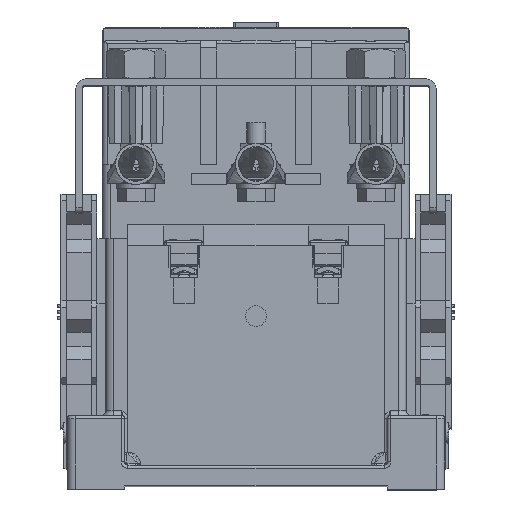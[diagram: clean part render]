
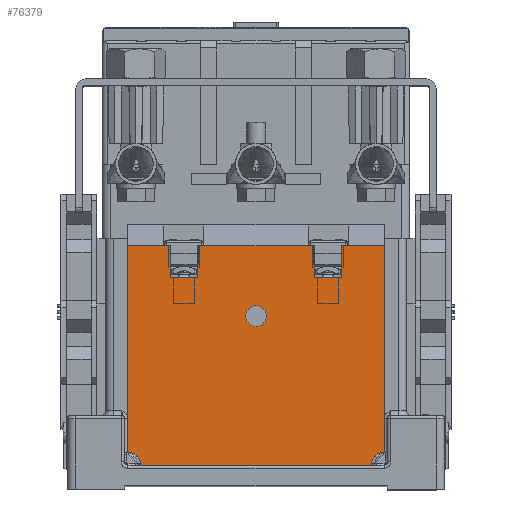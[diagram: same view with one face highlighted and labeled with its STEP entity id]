
A CAD part, top view. The second image highlights one B-rep face of the part: STEP entity #76379.
In plain terms, the highlighted planar face has unit normal (0, 0, 1).
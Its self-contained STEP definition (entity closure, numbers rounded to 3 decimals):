
#49123=DIRECTION('',(-1.,0.,0.));
#49124=VECTOR('',#49123,8.5);
#49125=CARTESIAN_POINT('',(-16.281,-60.919,
163.184));
#49126=LINE('',#49125,#49124);
#49171=DIRECTION('',(0.,-1.,0.));
#49172=VECTOR('',#49171,10.);
#49173=CARTESIAN_POINT('',(-16.281,-50.919,
163.184));
#49174=LINE('',#49173,#49172);
#49224=DIRECTION('',(1.,0.,0.));
#49225=VECTOR('',#49224,2.);
#49226=CARTESIAN_POINT('',(-61.281,-50.919,
163.184));
#49227=LINE('',#49226,#49225);
#49228=DIRECTION('',(0.,-1.,0.));
#49229=VECTOR('',#49228,10.);
#49230=CARTESIAN_POINT('',(-24.781,-50.919,
163.184));
#49231=LINE('',#49230,#49229);
#49232=DIRECTION('',(1.,0.,0.));
#49233=VECTOR('',#49232,2.);
#49234=CARTESIAN_POINT('',(-16.281,-50.919,
163.184));
#49235=LINE('',#49234,#49233);
#49236=DIRECTION('',(1.,0.,0.));
#49237=VECTOR('',#49236,11.25);
#49238=CARTESIAN_POINT('',(-14.281,-50.919,
163.184));
#49239=LINE('',#49238,#49237);
#49240=DIRECTION('',(0.,-1.,0.));
#49241=VECTOR('',#49240,64.5);
#49242=CARTESIAN_POINT('',(-3.031,-50.919,
163.184));
#49243=LINE('',#49242,#49241);
#49244=CARTESIAN_POINT('',(-3.031,-119.419,163.184));
#49245=DIRECTION('',(0.,0.,1.));
#49246=DIRECTION('',(0.,1.,0.));
#49247=AXIS2_PLACEMENT_3D('',#49244,#49245,#49246);
#49249=CARTESIAN_POINT('',(-83.031,-119.419,
163.184));
#49250=DIRECTION('',(0.,0.,1.));
#49251=DIRECTION('',(1.,0.,0.));
#49252=AXIS2_PLACEMENT_3D('',#49249,#49250,#49251);
#49254=DIRECTION('',(1.,0.,0.));
#49255=VECTOR('',#49254,11.25);
#49256=CARTESIAN_POINT('',(-83.031,-50.919,
163.184));
#49257=LINE('',#49256,#49255);
#49258=DIRECTION('',(0.,-1.,0.));
#49259=VECTOR('',#49258,10.);
#49260=CARTESIAN_POINT('',(-69.781,-50.919,
163.184));
#49261=LINE('',#49260,#49259);
#49262=DIRECTION('',(1.,0.,0.));
#49263=VECTOR('',#49262,8.5);
#49264=CARTESIAN_POINT('',(-69.781,-60.919,
163.184));
#49265=LINE('',#49264,#49263);
#49266=CARTESIAN_POINT('',(-43.031,-72.919,
163.184));
#49267=DIRECTION('',(0.,0.,1.));
#49268=DIRECTION('',(-1.,0.,0.));
#49269=AXIS2_PLACEMENT_3D('',#49266,#49267,#49268);
#49271=CARTESIAN_POINT('',(-43.031,-72.919,
163.184));
#49272=DIRECTION('',(0.,0.,1.));
#49273=DIRECTION('',(1.,0.,0.));
#49274=AXIS2_PLACEMENT_3D('',#49271,#49272,#49273);
#49308=DIRECTION('',(0.,-1.,0.));
#49309=VECTOR('',#49308,10.);
#49310=CARTESIAN_POINT('',(-61.281,-50.919,
163.184));
#49311=LINE('',#49310,#49309);
#49356=DIRECTION('',(-1.,0.,0.));
#49357=VECTOR('',#49356,2.);
#49358=CARTESIAN_POINT('',(-69.781,-50.919,
163.184));
#49359=LINE('',#49358,#49357);
#49421=DIRECTION('',(0.,-1.,0.));
#49422=VECTOR('',#49421,64.5);
#49423=CARTESIAN_POINT('',(-83.031,-50.919,
163.184));
#49424=LINE('',#49423,#49422);
#57821=DIRECTION('',(-1.,0.,0.));
#57822=VECTOR('',#57821,32.5);
#57823=CARTESIAN_POINT('',(-26.781,-50.919,
163.184));
#57824=LINE('',#57823,#57822);
#57918=DIRECTION('',(-1.,0.,0.));
#57919=VECTOR('',#57918,2.);
#57920=CARTESIAN_POINT('',(-24.781,-50.919,
163.184));
#57921=LINE('',#57920,#57919);
#60830=DIRECTION('',(1.,0.,0.));
#60831=VECTOR('',#60830,72.);
#60832=CARTESIAN_POINT('',(-79.031,-119.419,
163.184));
#60833=LINE('',#60832,#60831);
#70494=CARTESIAN_POINT('',(-16.281,-60.919,
163.184));
#70496=VERTEX_POINT('',#70494);
#70498=CARTESIAN_POINT('',(-24.781,-60.919,
163.184));
#70499=VERTEX_POINT('',#70498);
#70528=CARTESIAN_POINT('',(-16.281,-50.919,
163.184));
#70529=VERTEX_POINT('',#70528);
#70531=CARTESIAN_POINT('',(-14.281,-50.919,
163.184));
#70533=VERTEX_POINT('',#70531);
#70548=CARTESIAN_POINT('',(-3.031,-50.919,
163.184));
#70549=VERTEX_POINT('',#70548);
#70552=CARTESIAN_POINT('',(-61.281,-50.919,
163.184));
#70553=CARTESIAN_POINT('',(-61.281,-60.919,
163.184));
#70554=VERTEX_POINT('',#70552);
#70555=VERTEX_POINT('',#70553);
#70556=CARTESIAN_POINT('',(-59.281,-50.919,
163.184));
#70557=VERTEX_POINT('',#70556);
#70558=CARTESIAN_POINT('',(-26.781,-50.919,
163.184));
#70559=VERTEX_POINT('',#70558);
#70560=CARTESIAN_POINT('',(-24.781,-50.919,
163.184));
#70561=VERTEX_POINT('',#70560);
#70562=CARTESIAN_POINT('',(-3.031,-115.419,
163.184));
#70563=VERTEX_POINT('',#70562);
#70564=CARTESIAN_POINT('',(-7.031,-119.419,163.184));
#70565=VERTEX_POINT('',#70564);
#70566=CARTESIAN_POINT('',(-79.031,-119.419,
163.184));
#70567=VERTEX_POINT('',#70566);
#70568=CARTESIAN_POINT('',(-83.031,-115.419,
163.184));
#70569=VERTEX_POINT('',#70568);
#70570=CARTESIAN_POINT('',(-83.031,-50.919,
163.184));
#70571=VERTEX_POINT('',#70570);
#70572=CARTESIAN_POINT('',(-71.781,-50.919,
163.184));
#70573=VERTEX_POINT('',#70572);
#70574=CARTESIAN_POINT('',(-69.781,-50.919,
163.184));
#70575=VERTEX_POINT('',#70574);
#70576=CARTESIAN_POINT('',(-69.781,-60.919,
163.184));
#70577=VERTEX_POINT('',#70576);
#70578=CARTESIAN_POINT('',(-46.281,-72.919,
163.184));
#70579=CARTESIAN_POINT('',(-39.781,-72.919,
163.184));
#70580=VERTEX_POINT('',#70578);
#70581=VERTEX_POINT('',#70579);
#76334=CARTESIAN_POINT('',(-43.031,-85.169,
163.184));
#76335=DIRECTION('',(0.,0.,1.));
#76336=DIRECTION('',(1.,0.,0.));
#76337=AXIS2_PLACEMENT_3D('',#76334,#76335,#76336);
#76338=PLANE('',#76337);
#76340=ORIENTED_EDGE('',*,*,#76339,.F.);
#76342=ORIENTED_EDGE('',*,*,#76341,.T.);
#76344=ORIENTED_EDGE('',*,*,#76343,.F.);
#76346=ORIENTED_EDGE('',*,*,#76345,.F.);
#76348=ORIENTED_EDGE('',*,*,#76347,.T.);
#76349=ORIENTED_EDGE('',*,*,#76217,.F.);
#76350=ORIENTED_EDGE('',*,*,#76265,.F.);
#76351=ORIENTED_EDGE('',*,*,#76280,.T.);
#76352=ORIENTED_EDGE('',*,*,#76324,.T.);
#76354=ORIENTED_EDGE('',*,*,#76353,.T.);
#76356=ORIENTED_EDGE('',*,*,#76355,.T.);
#76358=ORIENTED_EDGE('',*,*,#76357,.F.);
#76360=ORIENTED_EDGE('',*,*,#76359,.T.);
#76362=ORIENTED_EDGE('',*,*,#76361,.F.);
#76364=ORIENTED_EDGE('',*,*,#76363,.T.);
#76366=ORIENTED_EDGE('',*,*,#76365,.F.);
#76368=ORIENTED_EDGE('',*,*,#76367,.T.);
#76370=ORIENTED_EDGE('',*,*,#76369,.T.);
#76371=EDGE_LOOP('',(#76340,#76342,#76344,#76346,#76348,#76349,#76350,#76351,
#76352,#76354,#76356,#76358,#76360,#76362,#76364,#76366,#76368,#76370));
#76372=FACE_OUTER_BOUND('',#76371,.F.);
#76374=ORIENTED_EDGE('',*,*,#76373,.T.);
#76376=ORIENTED_EDGE('',*,*,#76375,.T.);
#76377=EDGE_LOOP('',(#76374,#76376));
#76378=FACE_BOUND('',#76377,.F.);
#49248=CIRCLE('',#49247,4.);
#49253=CIRCLE('',#49252,4.);
#49270=CIRCLE('',#49269,3.25);
#49275=CIRCLE('',#49274,3.25);
#76217=EDGE_CURVE('',#70496,#70499,#49126,.T.);
#76265=EDGE_CURVE('',#70529,#70496,#49174,.T.);
#76280=EDGE_CURVE('',#70529,#70533,#49235,.T.);
#76324=EDGE_CURVE('',#70533,#70549,#49239,.T.);
#76339=EDGE_CURVE('',#70554,#70555,#49311,.T.);
#76341=EDGE_CURVE('',#70554,#70557,#49227,.T.);
#76343=EDGE_CURVE('',#70559,#70557,#57824,.T.);
#76345=EDGE_CURVE('',#70561,#70559,#57921,.T.);
#76347=EDGE_CURVE('',#70561,#70499,#49231,.T.);
#76353=EDGE_CURVE('',#70549,#70563,#49243,.T.);
#76355=EDGE_CURVE('',#70563,#70565,#49248,.T.);
#76357=EDGE_CURVE('',#70567,#70565,#60833,.T.);
#76359=EDGE_CURVE('',#70567,#70569,#49253,.T.);
#76361=EDGE_CURVE('',#70571,#70569,#49424,.T.);
#76363=EDGE_CURVE('',#70571,#70573,#49257,.T.);
#76365=EDGE_CURVE('',#70575,#70573,#49359,.T.);
#76367=EDGE_CURVE('',#70575,#70577,#49261,.T.);
#76369=EDGE_CURVE('',#70577,#70555,#49265,.T.);
#76373=EDGE_CURVE('',#70580,#70581,#49270,.T.);
#76375=EDGE_CURVE('',#70581,#70580,#49275,.T.);
#76379=ADVANCED_FACE('',(#76372,#76378),#76338,.T.);
